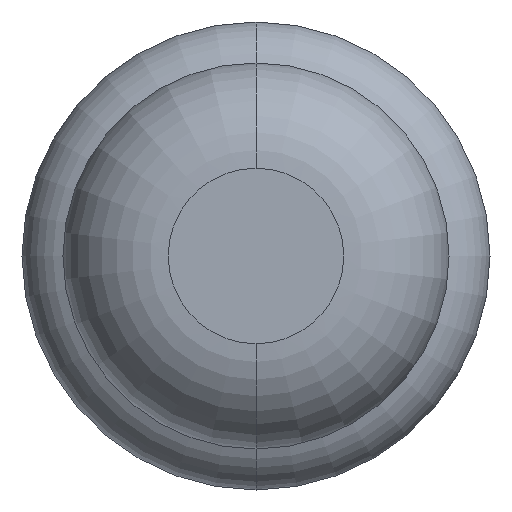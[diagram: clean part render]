
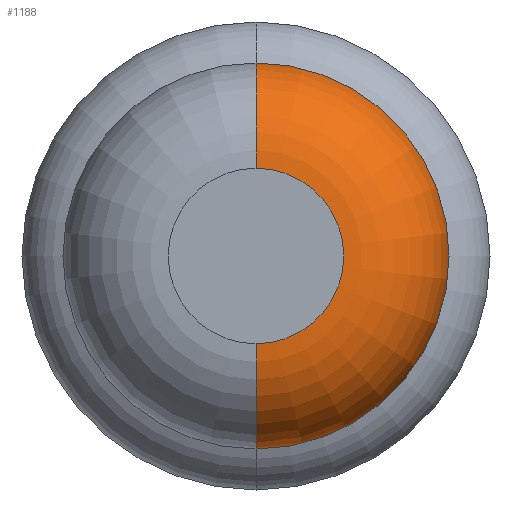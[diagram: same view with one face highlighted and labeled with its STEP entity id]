
A CAD part, front view. The second image highlights one B-rep face of the part: STEP entity #1188.
In plain terms, the highlighted toroidal (fillet/blend) face has major radius 0.375 mm and minor radius 0.45 mm.
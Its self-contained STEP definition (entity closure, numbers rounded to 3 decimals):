
#217 = CARTESIAN_POINT ( 'NONE',  ( 0., -26.95, 0. ) ) ;
#255 = EDGE_CURVE ( 'NONE', #1252, #1466, #2956, .T. ) ;
#392 = DIRECTION ( 'NONE',  ( -1., 0., 0. ) ) ;
#487 = DIRECTION ( 'NONE',  ( 0., 0., 1. ) ) ;
#516 = VERTEX_POINT ( 'NONE', #669 ) ;
#666 = CIRCLE ( 'NONE', #3087, 0.825 ) ;
#669 = CARTESIAN_POINT ( 'NONE',  ( 0., -26.95, -0.825 ) ) ;
#740 = AXIS2_PLACEMENT_3D ( 'NONE', #1696, #3822, #3792 ) ;
#832 = AXIS2_PLACEMENT_3D ( 'NONE', #217, #2348, #487 ) ;
#876 = EDGE_CURVE ( 'Defeature ausgef�hrt1_6+Defeature ausgef�hrt1_5+Defeature ausgef�hrt1_5+Defeature ausgef�hrt1_5', #1466, #516, #666, .T. ) ;
#1188 = ADVANCED_FACE ( 'Defeature ausgef�hrt1_5', ( #2766 ), #1935, .T. ) ;
#1252 = VERTEX_POINT ( 'NONE', #1465 ) ;
#1260 = CARTESIAN_POINT ( 'NONE',  ( 0., -26.95, 0. ) ) ;
#1359 = CIRCLE ( 'NONE', #740, 0.45 ) ;
#1425 = EDGE_CURVE ( 'Defeature ausgef�hrt1_5+Defeature ausgef�hrt1_4+Defeature ausgef�hrt1_4+Defeature ausgef�hrt1_4', #1252, #3112, #3755, .T. ) ;
#1465 = CARTESIAN_POINT ( 'NONE',  ( 0., -27.4, 0.375 ) ) ;
#1466 = VERTEX_POINT ( 'NONE', #1873 ) ;
#1567 = DIRECTION ( 'NONE',  ( 0., 1., 0. ) ) ;
#1696 = CARTESIAN_POINT ( 'NONE',  ( 0., -26.95, -0.375 ) ) ;
#1775 = EDGE_LOOP ( 'NONE', ( #3305, #2390, #1985, #2949 ) ) ;
#1873 = CARTESIAN_POINT ( 'NONE',  ( 0., -26.95, 0.825 ) ) ;
#1935 = TOROIDAL_SURFACE ( 'NONE', #832, 0.375, 0.45 ) ;
#1985 = ORIENTED_EDGE ( 'NONE', *, *, #876, .F. ) ;
#2134 = DIRECTION ( 'NONE',  ( 0., 1., 0. ) ) ;
#2167 = DIRECTION ( 'NONE',  ( 0., 0., 1. ) ) ;
#2211 = CARTESIAN_POINT ( 'NONE',  ( 0., -26.95, 0.375 ) ) ;
#2348 = DIRECTION ( 'NONE',  ( 0., 1., 0. ) ) ;
#2390 = ORIENTED_EDGE ( 'NONE', *, *, #2935, .T. ) ;
#2456 = DIRECTION ( 'NONE',  ( 0., 0., 1. ) ) ;
#2545 = AXIS2_PLACEMENT_3D ( 'NONE', #2211, #392, #2883 ) ;
#2766 = FACE_OUTER_BOUND ( 'NONE', #1775, .T. ) ;
#2810 = AXIS2_PLACEMENT_3D ( 'NONE', #3357, #2134, #2456 ) ;
#2883 = DIRECTION ( 'NONE',  ( 0., 0., 1. ) ) ;
#2935 = EDGE_CURVE ( 'NONE', #3112, #516, #1359, .T. ) ;
#2949 = ORIENTED_EDGE ( 'NONE', *, *, #255, .F. ) ;
#2956 = CIRCLE ( 'NONE', #2545, 0.45 ) ;
#3087 = AXIS2_PLACEMENT_3D ( 'NONE', #1260, #1567, #2167 ) ;
#3112 = VERTEX_POINT ( 'NONE', #3599 ) ;
#3305 = ORIENTED_EDGE ( 'NONE', *, *, #1425, .T. ) ;
#3357 = CARTESIAN_POINT ( 'NONE',  ( 0., -27.4, 0. ) ) ;
#3599 = CARTESIAN_POINT ( 'NONE',  ( 0., -27.4, -0.375 ) ) ;
#3755 = CIRCLE ( 'NONE', #2810, 0.375 ) ;
#3792 = DIRECTION ( 'NONE',  ( 0., 0., -1. ) ) ;
#3822 = DIRECTION ( 'NONE',  ( 1., 0., 0. ) ) ;
